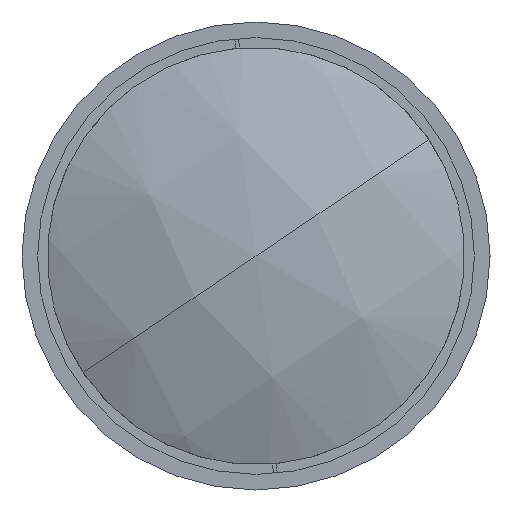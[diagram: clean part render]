
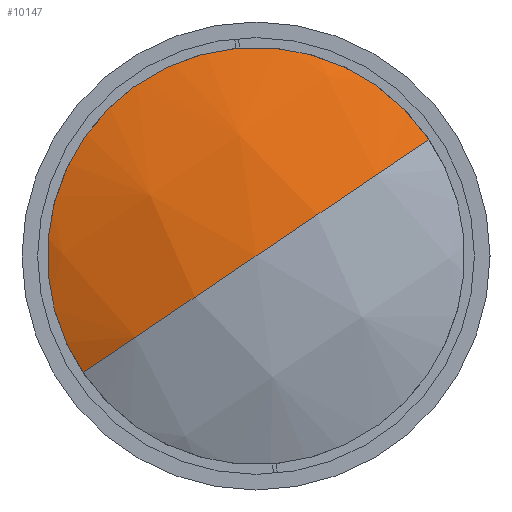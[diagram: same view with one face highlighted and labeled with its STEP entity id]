
A CAD part, left-side view. The second image highlights one B-rep face of the part: STEP entity #10147.
In plain terms, the highlighted spherical face has radius 133.05 mm.
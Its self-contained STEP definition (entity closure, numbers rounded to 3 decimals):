
#556 = DIRECTION ( 'NONE',  ( 0., 0.558, 0.83 ) ) ;
#1519 = DIRECTION ( 'NONE',  ( 0., -0.83, 0.558 ) ) ;
#1944 = AXIS2_PLACEMENT_3D ( 'NONE', #11031, #556, #12799 ) ;
#2738 = EDGE_LOOP ( 'NONE', ( #17618, #15225, #14737 ) ) ;
#3587 = CARTESIAN_POINT ( 'NONE',  ( 13.4, 0., 0. ) ) ;
#4416 = CARTESIAN_POINT ( 'NONE',  ( 134.55, 0., 0. ) ) ;
#5335 = DIRECTION ( 'NONE',  ( 0., 0.558, 0.83 ) ) ;
#6160 = DIRECTION ( 'NONE',  ( 0., 0.83, -0.558 ) ) ;
#6273 = VERTEX_POINT ( 'NONE', #12934 ) ;
#6322 = EDGE_CURVE ( 'NONE', #16137, #6273, #6840, .T. ) ;
#6463 = FACE_OUTER_BOUND ( 'NONE', #2738, .T. ) ;
#6718 = CARTESIAN_POINT ( 'NONE',  ( 13.4, 45.636, -30.697 ) ) ;
#6840 = CIRCLE ( 'NONE', #18080, 133.05 ) ;
#9549 = AXIS2_PLACEMENT_3D ( 'NONE', #10006, #22378, #1519 ) ;
#10006 = CARTESIAN_POINT ( 'NONE',  ( 134.55, 0., 0. ) ) ;
#10147 = ADVANCED_FACE ( 'NONE', ( #6463 ), #15235, .T. ) ;
#10446 = CARTESIAN_POINT ( 'NONE',  ( 13.4, -45.636, 30.697 ) ) ;
#11031 = CARTESIAN_POINT ( 'NONE',  ( 134.55, 0., 0. ) ) ;
#12799 = DIRECTION ( 'NONE',  ( 0., -0.83, 0.558 ) ) ;
#12934 = CARTESIAN_POINT ( 'NONE',  ( 1.5, 0., 0. ) ) ;
#13985 = VERTEX_POINT ( 'NONE', #6718 ) ;
#14737 = ORIENTED_EDGE ( 'NONE', *, *, #6322, .F. ) ;
#14851 = CIRCLE ( 'NONE', #1944, 133.05 ) ;
#15225 = ORIENTED_EDGE ( 'NONE', *, *, #22529, .T. ) ;
#15235 = SPHERICAL_SURFACE ( 'NONE', #9549, 133.05 ) ;
#15734 = CIRCLE ( 'NONE', #21015, 55. ) ;
#15821 = DIRECTION ( 'NONE',  ( -1., 0., 0. ) ) ;
#16137 = VERTEX_POINT ( 'NONE', #10446 ) ;
#16636 = DIRECTION ( 'NONE',  ( 0., -0.558, -0.83 ) ) ;
#17618 = ORIENTED_EDGE ( 'NONE', *, *, #20018, .T. ) ;
#18080 = AXIS2_PLACEMENT_3D ( 'NONE', #4416, #16636, #6160 ) ;
#20018 = EDGE_CURVE ( 'NONE', #16137, #13985, #15734, .T. ) ;
#21015 = AXIS2_PLACEMENT_3D ( 'NONE', #3587, #15821, #5335 ) ;
#22378 = DIRECTION ( 'NONE',  ( 0., 0.558, 0.83 ) ) ;
#22529 = EDGE_CURVE ( 'NONE', #13985, #6273, #14851, .T. ) ;
